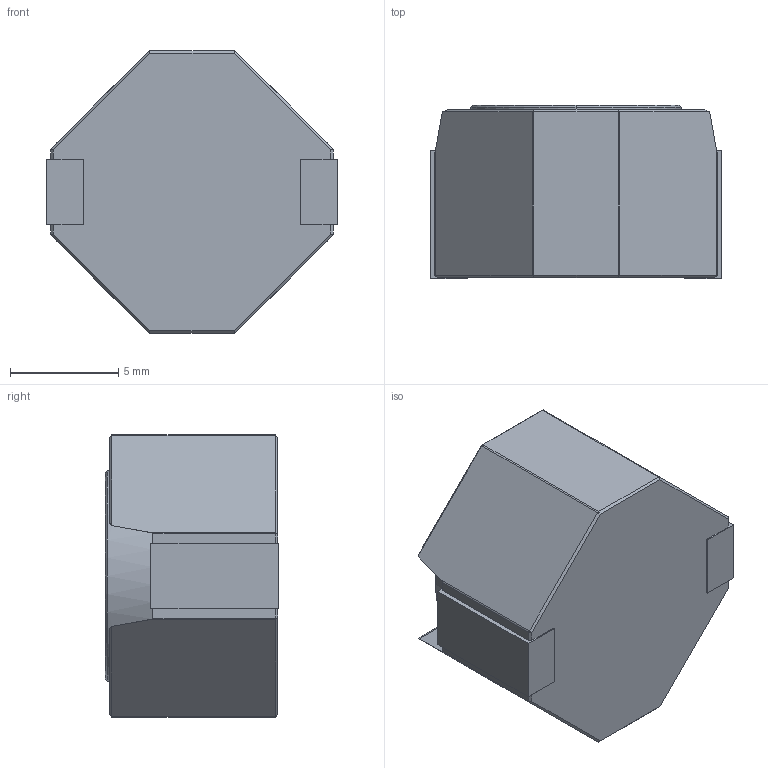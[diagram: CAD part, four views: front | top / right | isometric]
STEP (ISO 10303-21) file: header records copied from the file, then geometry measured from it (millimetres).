
FILE_DESCRIPTION (( 'STEP AP203' ), '1' );
FILE_NAME ('HPmodel_CER1277.STEP', '2026-01-26T02:29:13', ( '' ), ( '' ), 'SwSTEP 2.0', 'SolidWorks 2023', '' );
FILE_SCHEMA (( 'CONFIG_CONTROL_DESIGN' ));
Length unit declared in the file: millimetre
Products named in the file (1): HPmodel_CER1277
Bounding box: 13.4 x 8 x 13 mm (x, y, z)
Volume: 985.2 mm3; surface area: 600.4 mm2
Topology: 1 solids, 1 shells, 78 faces, 202 edges, 114 vertices
Faces by surface type: plane 50, cone 14, cylinder 14
Entity records: 2305 total; most frequent: CARTESIAN_POINT 451, ORIENTED_EDGE 380, DIRECTION 354, EDGE_CURVE 190, LINE 144, VECTOR 144, VERTEX_POINT 114, AXIS2_PLACEMENT_3D 105
